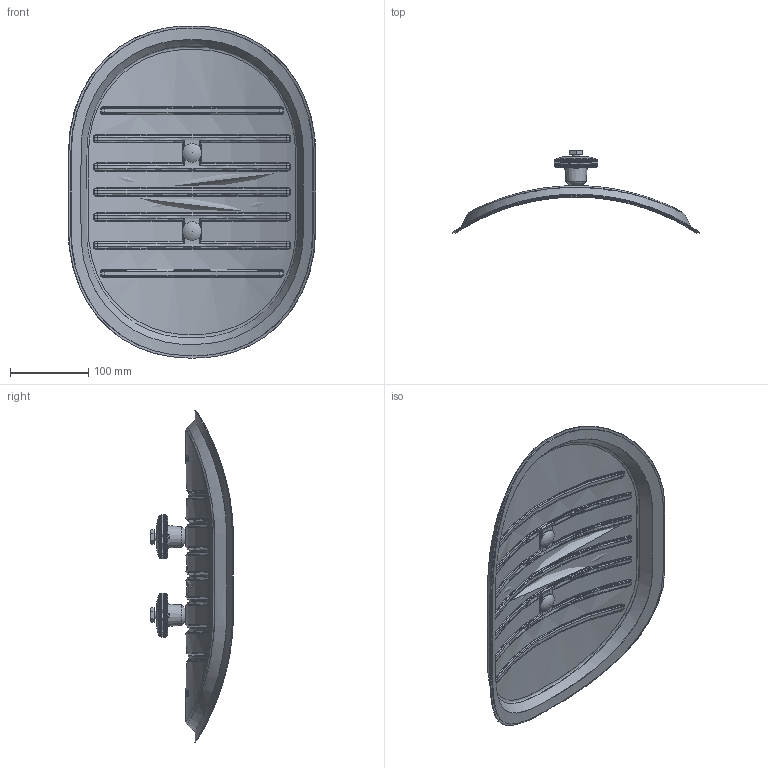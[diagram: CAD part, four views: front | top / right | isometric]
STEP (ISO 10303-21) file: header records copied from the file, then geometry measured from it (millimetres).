
FILE_DESCRIPTION(/* description */ (''),/* implementation_level */ '2;1');
FILE_NAME(/* name */ 'D03A-1023_RRD_43_56.stp',/* time_stamp */ '2016-03-08T14:54:22+01:00',/* author */ (''),/* organization */ (''),/* preprocessor_version */ 'ST-DEVELOPER v11',/* originating_system */ 'SIEMENS UGS NX 6.0',/* authorisation */ '');
FILE_SCHEMA (('CONFIG_CONTROL_DESIGN'));
Products named in the file (1): perl30ABpl9t
Bounding box: 315.8 x 105.5 x 424 mm (x, y, z)
Volume: 319499.2 mm3; surface area: 553299.1 mm2
Topology: 6 solids, 8 shells, 3208 faces, 7161 edges, 4007 vertices
Faces by surface type: cone 1178, plane 866, cylinder 526, bspline 348, torus 234, extrusion 52, sphere 4
Full cylindrical faces by diameter (mm): 8.376 x2, 8.5 x2, 9.8 x2, 11 x2, 12 x2, 13.4 x2, 24 x2
Entity records: 106716 total; most frequent: CARTESIAN_POINT 40544, ORIENTED_EDGE 14116, DIRECTION 13156, EDGE_CURVE 7058, AXIS2_PLACEMENT_3D 5249, VERTEX_POINT 3970, EDGE_LOOP 3328, ADVANCED_FACE 3208
